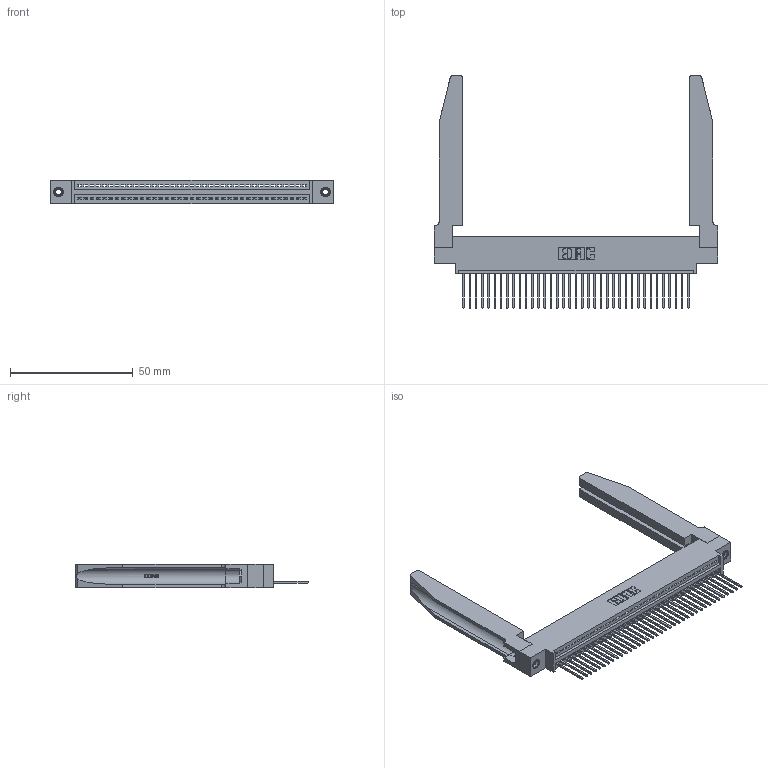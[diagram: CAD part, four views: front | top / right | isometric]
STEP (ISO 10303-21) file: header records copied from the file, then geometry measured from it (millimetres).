
FILE_DESCRIPTION (( 'STEP AP203' ), '1' );
FILE_NAME ('395-037-540-678.STEP', '2019-10-21T23:37:16', ( '' ), ( '' ), 'SwSTEP 2.0', 'SolidWorks 2016', '' );
FILE_SCHEMA (( 'CONFIG_CONTROL_DESIGN' ));
Length unit declared in the file: inch
Products named in the file (5): 345-250-001_345-250-001-102; 345-292-001_345-293-140; 345 Part_0.170 Offset - 0.156 Dia-TH; 345-220-078_345-220-078; 395-037-540-678
Assembly tree (42 placements, depth 2):
  395-037-540-678
    345 Part_0.170 Offset - 0.156 Dia-TH
    345-292-001_345-293-140  x37
    345-250-001_345-250-001-102  x2
    345-220-078_345-220-078  x2
Bounding box: 115.21 x 94.41 x 9.4 mm (x, y, z)
Volume: 18609.4 mm3; surface area: 21668.7 mm2
Topology: 42 solids, 42 shells, 2510 faces, 7473 edges, 4922 vertices
Faces by surface type: plane 1706, cylinder 752, bspline 36, cone 12, torus 4
Entity records: 33410 total; most frequent: CARTESIAN_POINT 6686, ORIENTED_EDGE 5554, DIRECTION 4853, EDGE_CURVE 2777, VECTOR 2403, LINE 2403, VERTEX_POINT 1844, AXIS2_PLACEMENT_3D 1225
